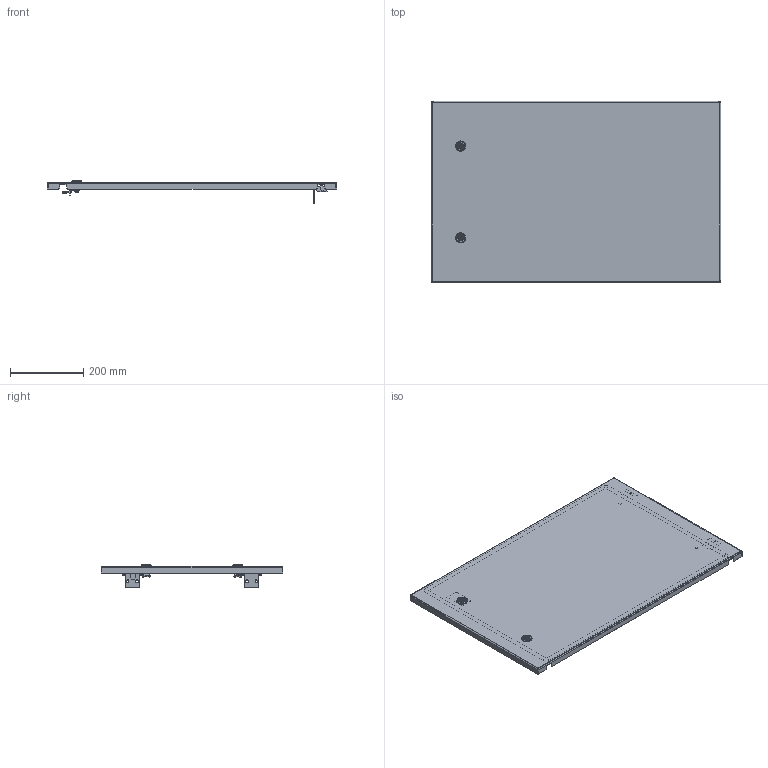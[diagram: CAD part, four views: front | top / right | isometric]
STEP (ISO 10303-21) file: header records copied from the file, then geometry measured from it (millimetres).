
FILE_DESCRIPTION (( 'STEP AP214' ), '1' );
FILE_NAME ('648.050.STEP', '2024-10-15T04:42:55', ( '' ), ( '' ), 'SwSTEP 2.0', 'SolidWorks 2021', '' );
FILE_SCHEMA (( 'AUTOMOTIVE_DESIGN' ));
Length unit declared in the file: millimetre
Products named in the file (22): Âòóëêà øàðíèðà; 嵑謺麃 瀁蠉澼鍣 094; 648.050; _____.STEP; Ãàñêåòèíã äâåðè W800H500; Øïèëüêà ïðèâàðíàÿ Ì6õ16; 2102200253-YEN_ PANO K_L_T KOVANI KROM.STEP; 1209100038(M6x8 Kombi Vida)_sss.STEP; 1207100236-Pano Kilit Yay_-1.STEP; 630.002; ______________ ______.STEP; 630.000; 2311050230-plastik-rondela.STEP; ______ Z 3__.STEP; Äâåðíîå ïîëîòíî W800H500; 嵑謺麃; Äâåðü W800H500; Çàìîê ïîä äâå áîðîäêè Z ðèãåëåì.STEP; Ïåòëÿ ùèòîâàÿ ïðèâàðíàÿ; Áîëò Ì5õ10 ñ øåñòèãðàííîé ãîëîâêîé ñ ïðåññøàéáîé; Ðåçèíêà øàðíèðà; 2101350253-15-DB15mm YEN_ G_BEK.STEP
Assembly tree (29 placements, depth 3):
  648.050
    Äâåðü W800H500
      Äâåðíîå ïîëîòíî W800H500
      Ïåòëÿ ùèòîâàÿ ïðèâàðíàÿ  x2
      Øïèëüêà ïðèâàðíàÿ Ì6õ16  x2
      Ãàñêåòèíã äâåðè W800H500
    630.000  x2
    630.002
    嵑謺麃 瀁蠉澼鍣 094  x2
      嵑謺麃
      Âòóëêà øàðíèðà
      Ðåçèíêà øàðíèðà
    Çàìîê ïîä äâå áîðîäêè Z ðèãåëåì.STEP  x2
      2102200253-YEN_ PANO K_L_T KOVANI KROM.STEP
      1207100236-Pano Kilit Yay_-1.STEP
      2311050230-plastik-rondela.STEP
      1209100038(M6x8 Kombi Vida)_sss.STEP
      2101350253-15-DB15mm YEN_ G_BEK.STEP
      _____.STEP
      ______________ ______.STEP
      ______ Z 3__.STEP
    Áîëò Ì5õ10 ñ øåñòèãðàííîé ãîëîâêîé ñ ïðåññøàéáîé  x4
Bounding box: 789 x 495 x 63.37 mm (x, y, z)
Volume: 1029481.3 mm3; surface area: 994030.7 mm2
Topology: 83 solids, 83 shells, 1881 faces, 4547 edges, 2900 vertices
Faces by surface type: plane 781, cylinder 598, bspline 356, cone 82, torus 64
Entity records: 68945 total; most frequent: CARTESIAN_POINT 46719, ORIENTED_EDGE 4708, DIRECTION 3921, EDGE_CURVE 2354, VERTEX_POINT 1499, AXIS2_PLACEMENT_3D 1351, LINE 1219, VECTOR 1219
